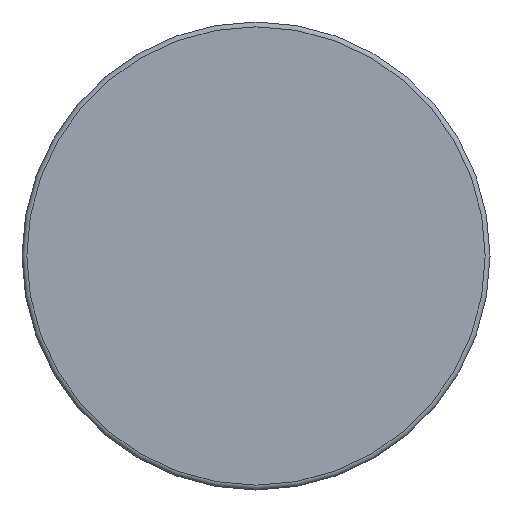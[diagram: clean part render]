
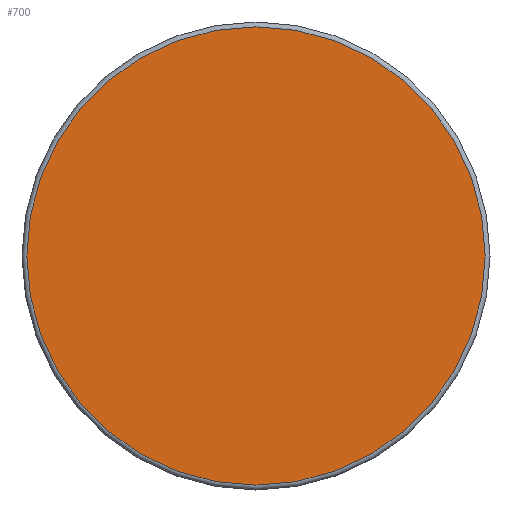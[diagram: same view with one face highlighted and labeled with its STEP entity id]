
A CAD part, front view. The second image highlights one B-rep face of the part: STEP entity #700.
In plain terms, the highlighted planar face has unit normal (0, -1, 0).
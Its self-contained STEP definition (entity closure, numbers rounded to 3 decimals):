
#49=PLANE('',#777);
#108=FACE_OUTER_BOUND('',#150,.T.);
#150=EDGE_LOOP('',(#492,#493));
#238=CIRCLE('',#778,14.212);
#239=CIRCLE('',#779,14.212);
#303=VERTEX_POINT('',#1133);
#304=VERTEX_POINT('',#1134);
#378=EDGE_CURVE('',#303,#304,#238,.T.);
#379=EDGE_CURVE('',#304,#303,#239,.T.);
#492=ORIENTED_EDGE('',*,*,#378,.F.);
#493=ORIENTED_EDGE('',*,*,#379,.F.);
#700=ADVANCED_FACE('',(#108),#49,.T.);
#777=AXIS2_PLACEMENT_3D('',#1132,#909,#910);
#778=AXIS2_PLACEMENT_3D('',#1135,#911,#912);
#779=AXIS2_PLACEMENT_3D('',#1136,#913,#914);
#909=DIRECTION('center_axis',(0.,-1.,0.));
#910=DIRECTION('ref_axis',(0.,0.,-1.));
#911=DIRECTION('center_axis',(0.,1.,0.));
#912=DIRECTION('ref_axis',(-1.,0.,0.));
#913=DIRECTION('center_axis',(0.,1.,0.));
#914=DIRECTION('ref_axis',(-1.,0.,0.));
#1132=CARTESIAN_POINT('Origin',(-7.106,0.,0.));
#1133=CARTESIAN_POINT('',(-14.212,0.,0.));
#1134=CARTESIAN_POINT('',(0.,0.,-14.212));
#1135=CARTESIAN_POINT('Origin',(0.,0.,0.));
#1136=CARTESIAN_POINT('Origin',(0.,0.,0.));
